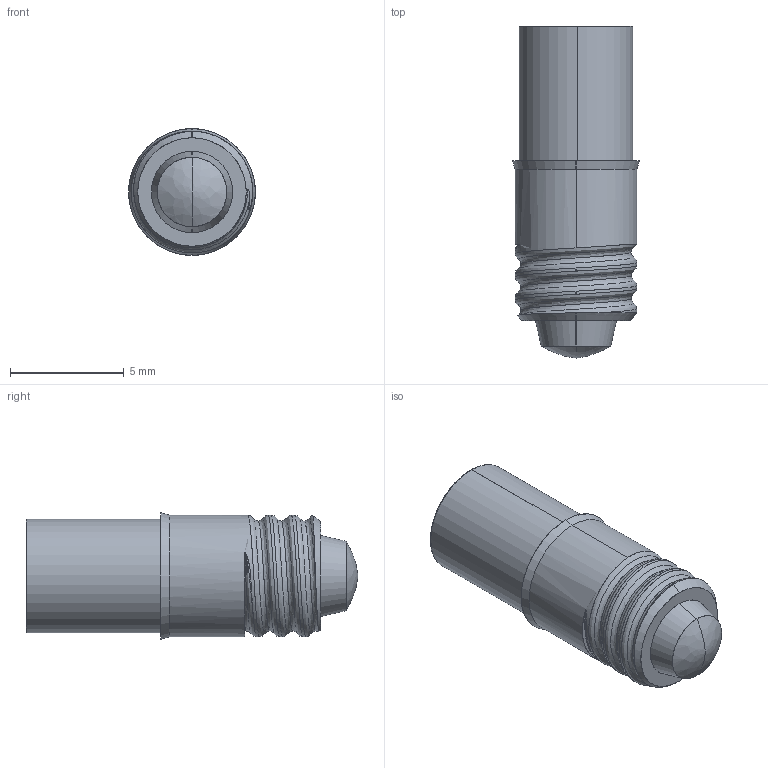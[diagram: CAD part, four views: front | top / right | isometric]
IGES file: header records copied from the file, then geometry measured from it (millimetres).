
Start section: SolidWorks IGES file using analytic representation for surfaces
Global section: file name: MS200_Series.IGS; native system: SolidWorks 2018; preprocessor: SolidWorks 2018; author: tstoltenburg; date: 190215.160833; units: foot
Bounding box: 5.56 x 14.56 x 5.56 mm (x, y, z)
Surface area: 637.4 mm2 (no closed solid volume)
Topology: 0 solids, 0 shells, 113 faces, 1966 edges, 1962 vertices
Faces by surface type: bspline 70, revolution 43
